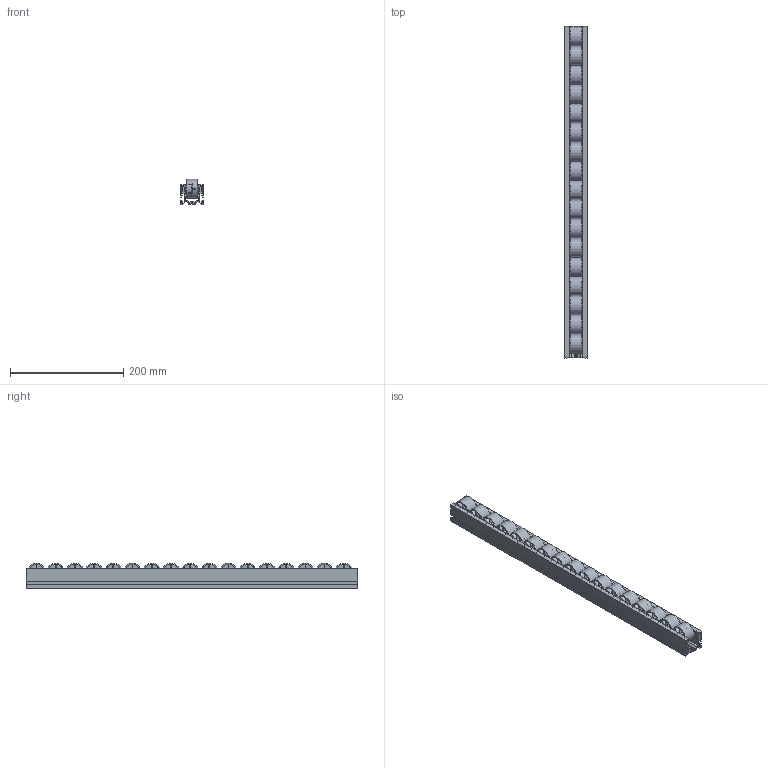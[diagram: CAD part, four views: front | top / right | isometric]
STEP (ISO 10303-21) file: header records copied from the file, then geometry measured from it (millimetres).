
FILE_DESCRIPTION(/* description */ (''),/* implementation_level */ '2;1');
FILE_NAME(/* name */ '79D-000-2.step',/* time_stamp */ '2022-10-06T10:16:18-04:00',/* author */ (''),/* organization */ (''),/* preprocessor_version */ 'ST-DEVELOPER v19',/* originating_system */ 'Autodesk Translation Framework v11.7.0.108',/* authorisation */ '');
FILE_SCHEMA (('AUTOMOTIVE_DESIGN { 1 0 10303 214 3 1 1 }'));
Length unit declared in the file: millimetre
Products named in the file (2): (Unsaved); 79D-000-1 v1
Assembly tree (1 placements, depth 2):
  (Unsaved)
    79D-000-1 v1
Bounding box: 39.2 x 587.08 x 44.7 mm (x, y, z)
Volume: 318317.6 mm3; surface area: 376036.9 mm2
Topology: 19 solids, 19 shells, 1211 faces, 3405 edges, 2270 vertices
Faces by surface type: plane 1066, cylinder 75, cone 70
Full cylindrical faces by diameter (mm): 3.5 x1, 3.7 x19, 7.2 x2, 33 x17
Entity records: 41900 total; most frequent: CARTESIAN_POINT 10969, ORIENTED_EDGE 6810, DIRECTION 6123, EDGE_CURVE 3405, AXIS2_PLACEMENT_3D 2320, VERTEX_POINT 2270, LINE 1483, VECTOR 1483
